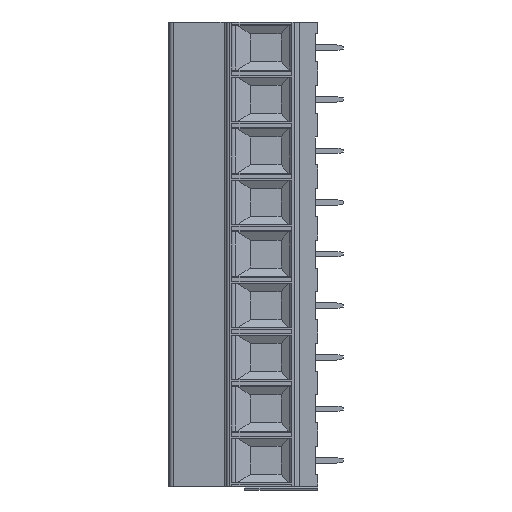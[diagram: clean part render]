
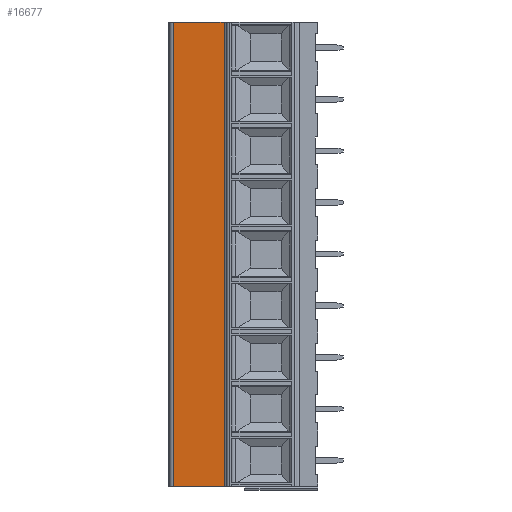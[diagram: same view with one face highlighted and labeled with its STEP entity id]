
A CAD part, left-side view. The second image highlights one B-rep face of the part: STEP entity #16677.
In plain terms, the highlighted planar face has unit normal (-0.996, 0.087, 0).
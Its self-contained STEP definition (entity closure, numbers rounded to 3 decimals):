
#84=DIRECTION('',(-0.087,-0.996,0.));
#85=VECTOR('',#84,9.977);
#86=CARTESIAN_POINT('',(-5.075,13.737,86.36));
#87=LINE('',#86,#85);
#4391=DIRECTION('',(0.,0.,-1.));
#4392=VECTOR('',#4391,91.44);
#4393=CARTESIAN_POINT('',(-5.075,13.737,86.36));
#4394=LINE('',#4393,#4392);
#4395=DIRECTION('',(0.,0.,-1.));
#4396=VECTOR('',#4395,91.44);
#4397=CARTESIAN_POINT('',(-5.945,3.798,86.36));
#4398=LINE('',#4397,#4396);
#4527=DIRECTION('',(-0.087,-0.996,0.));
#4528=VECTOR('',#4527,9.977);
#4529=CARTESIAN_POINT('',(-5.075,13.737,-5.08));
#4530=LINE('',#4529,#4528);
#9292=CARTESIAN_POINT('',(-5.075,13.737,86.36));
#9294=VERTEX_POINT('',#9292);
#9295=CARTESIAN_POINT('',(-5.945,3.798,86.36));
#9296=VERTEX_POINT('',#9295);
#9322=CARTESIAN_POINT('',(-5.075,13.737,-5.08));
#9324=VERTEX_POINT('',#9322);
#9325=CARTESIAN_POINT('',(-5.945,3.798,-5.08));
#9326=VERTEX_POINT('',#9325);
#16664=CARTESIAN_POINT('',(-5.075,13.737,86.36));
#16665=DIRECTION('',(-0.996,0.087,0.));
#16666=DIRECTION('',(-0.087,-0.996,0.));
#16667=AXIS2_PLACEMENT_3D('',#16664,#16665,#16666);
#16668=PLANE('',#16667);
#16669=ORIENTED_EDGE('',*,*,#11964,.T.);
#16671=ORIENTED_EDGE('',*,*,#16670,.T.);
#16673=ORIENTED_EDGE('',*,*,#16672,.F.);
#16674=ORIENTED_EDGE('',*,*,#16656,.F.);
#16675=EDGE_LOOP('',(#16669,#16671,#16673,#16674));
#16676=FACE_OUTER_BOUND('',#16675,.F.);
#11964=EDGE_CURVE('',#9294,#9296,#87,.T.);
#16656=EDGE_CURVE('',#9294,#9324,#4394,.T.);
#16670=EDGE_CURVE('',#9296,#9326,#4398,.T.);
#16672=EDGE_CURVE('',#9324,#9326,#4530,.T.);
#16677=ADVANCED_FACE('',(#16676),#16668,.T.);
